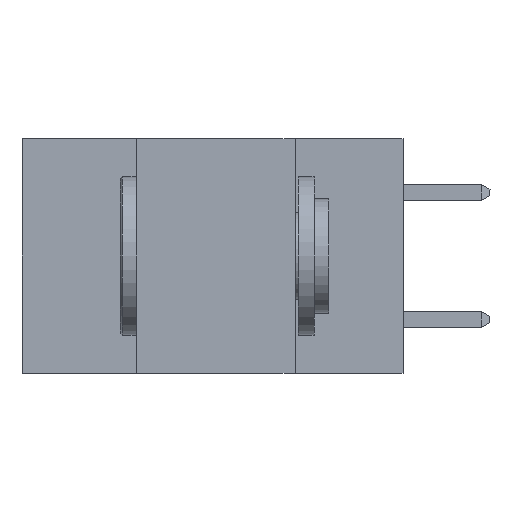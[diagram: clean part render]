
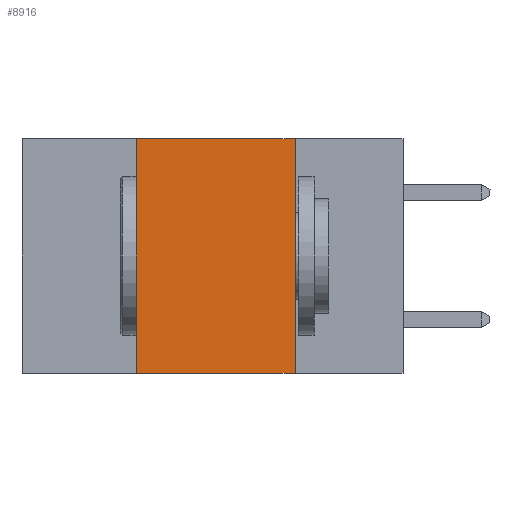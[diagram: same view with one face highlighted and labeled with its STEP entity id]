
A CAD part, left-side view. The second image highlights one B-rep face of the part: STEP entity #8916.
In plain terms, the highlighted planar face has unit normal (-1, 0, 0).
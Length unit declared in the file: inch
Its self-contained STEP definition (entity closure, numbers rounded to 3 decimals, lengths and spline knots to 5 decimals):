
#370 = AXIS2_PLACEMENT_3D ( 'NONE', #640, #6894, #2843 ) ;
#640 = CARTESIAN_POINT ( 'NONE',  ( 0., 0.6, 0. ) ) ;
#674 = CARTESIAN_POINT ( 'NONE',  ( 0., 0.42, 0. ) ) ;
#691 = LINE ( 'NONE', #5734, #12022 ) ;
#1428 = DIRECTION ( 'NONE',  ( 0., 0., -1. ) ) ;
#2732 = DIRECTION ( 'NONE',  ( 0., -1., 0. ) ) ;
#2843 = DIRECTION ( 'NONE',  ( 0., 0., -1. ) ) ;
#2935 = EDGE_LOOP ( 'NONE', ( #13309, #12237, #4059, #8922 ) ) ;
#3631 = CARTESIAN_POINT ( 'NONE',  ( 0., 0.6, -0.37 ) ) ;
#3906 = CARTESIAN_POINT ( 'NONE',  ( 0., 0.17, 0. ) ) ;
#4059 = ORIENTED_EDGE ( 'NONE', *, *, #7056, .F. ) ;
#4778 = LINE ( 'NONE', #674, #9861 ) ;
#5439 = EDGE_CURVE ( 'NONE', #5860, #7858, #12064, .T. ) ;
#5532 = VERTEX_POINT ( 'NONE', #3906 ) ;
#5734 = CARTESIAN_POINT ( 'NONE',  ( 0., 0.17, 0. ) ) ;
#5860 = VERTEX_POINT ( 'NONE', #7506 ) ;
#6120 = VECTOR ( 'NONE', #11078, 39.37008 ) ;
#6174 = EDGE_CURVE ( 'NONE', #13121, #5532, #6905, .T. ) ;
#6727 = EDGE_CURVE ( 'NONE', #5532, #7858, #691, .T. ) ;
#6889 = VECTOR ( 'NONE', #2732, 39.37008 ) ;
#6894 = DIRECTION ( 'NONE',  ( 1., 0., 0. ) ) ;
#6905 = LINE ( 'NONE', #13395, #6889 ) ;
#7056 = EDGE_CURVE ( 'NONE', #5860, #13121, #4778, .T. ) ;
#7506 = CARTESIAN_POINT ( 'NONE',  ( 0., 0.42, -0.37 ) ) ;
#7858 = VERTEX_POINT ( 'NONE', #9567 ) ;
#8039 = PLANE ( 'NONE',  #370 ) ;
#8916 = ADVANCED_FACE ( 'NONE', ( #8990 ), #8039, .F. ) ;
#8922 = ORIENTED_EDGE ( 'NONE', *, *, #5439, .T. ) ;
#8990 = FACE_OUTER_BOUND ( 'NONE', #2935, .T. ) ;
#9567 = CARTESIAN_POINT ( 'NONE',  ( 0., 0.17, -0.37 ) ) ;
#9615 = CARTESIAN_POINT ( 'NONE',  ( 0., 0.42, 0. ) ) ;
#9861 = VECTOR ( 'NONE', #11184, 39.37008 ) ;
#11078 = DIRECTION ( 'NONE',  ( 0., -1., 0. ) ) ;
#11184 = DIRECTION ( 'NONE',  ( 0., 0., 1. ) ) ;
#12022 = VECTOR ( 'NONE', #1428, 39.37008 ) ;
#12064 = LINE ( 'NONE', #3631, #6120 ) ;
#12237 = ORIENTED_EDGE ( 'NONE', *, *, #6174, .F. ) ;
#13121 = VERTEX_POINT ( 'NONE', #9615 ) ;
#13309 = ORIENTED_EDGE ( 'NONE', *, *, #6727, .F. ) ;
#13395 = CARTESIAN_POINT ( 'NONE',  ( 0., 0.6, 0. ) ) ;
